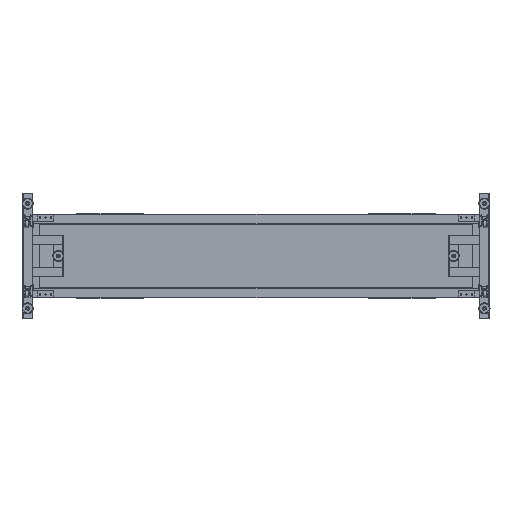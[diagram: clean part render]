
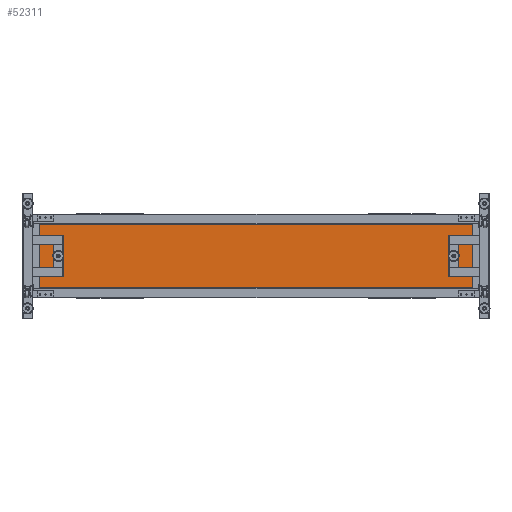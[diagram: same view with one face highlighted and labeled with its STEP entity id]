
A CAD part, front view. The second image highlights one B-rep face of the part: STEP entity #52311.
In plain terms, the highlighted planar face has unit normal (0, -1, 0).
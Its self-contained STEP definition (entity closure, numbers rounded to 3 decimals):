
#2364 = VECTOR ( 'NONE', #5119, 1000. ) ;
#4130 = CARTESIAN_POINT ( 'NONE',  ( 1880.318, 555.441, -228.49 ) ) ;
#5119 = DIRECTION ( 'NONE',  ( 0., 0., 1. ) ) ;
#8038 = LINE ( 'NONE', #35791, #36953 ) ;
#9986 = EDGE_LOOP ( 'NONE', ( #17693, #56692, #64233, #41364 ) ) ;
#10959 = VERTEX_POINT ( 'NONE', #4130 ) ;
#12293 = CARTESIAN_POINT ( 'NONE',  ( -1216.662, 555.441, 228.49 ) ) ;
#13058 = DIRECTION ( 'NONE',  ( 0., 1., 0. ) ) ;
#17565 = AXIS2_PLACEMENT_3D ( 'NONE', #69133, #13058, #37993 ) ;
#17693 = ORIENTED_EDGE ( 'NONE', *, *, #19706, .T. ) ;
#19245 = VECTOR ( 'NONE', #37650, 1000. ) ;
#19644 = CARTESIAN_POINT ( 'NONE',  ( -516.662, 555.441, -228.49 ) ) ;
#19706 = EDGE_CURVE ( 'NONE', #60006, #20192, #8038, .T. ) ;
#20192 = VERTEX_POINT ( 'NONE', #12293 ) ;
#25802 = LINE ( 'NONE', #19644, #19245 ) ;
#26622 = CARTESIAN_POINT ( 'NONE',  ( 1880.318, 555.441, 228.49 ) ) ;
#27123 = VECTOR ( 'NONE', #68221, 1000. ) ;
#30386 = EDGE_CURVE ( 'NONE', #10959, #60006, #55143, .T. ) ;
#30794 = EDGE_CURVE ( 'NONE', #60739, #20192, #67336, .T. ) ;
#35791 = CARTESIAN_POINT ( 'NONE',  ( 1880.318, 555.441, 228.49 ) ) ;
#36953 = VECTOR ( 'NONE', #53452, 1000. ) ;
#37650 = DIRECTION ( 'NONE',  ( 1., 0., 0. ) ) ;
#37993 = DIRECTION ( 'NONE',  ( 0., 0., 1. ) ) ;
#41132 = CARTESIAN_POINT ( 'NONE',  ( -1216.662, 555.441, -228.49 ) ) ;
#41364 = ORIENTED_EDGE ( 'NONE', *, *, #30386, .T. ) ;
#44147 = FACE_OUTER_BOUND ( 'NONE', #9986, .T. ) ;
#44438 = EDGE_CURVE ( 'NONE', #60739, #10959, #25802, .T. ) ;
#46433 = CARTESIAN_POINT ( 'NONE',  ( -1216.662, 555.441, -228.49 ) ) ;
#52311 = ADVANCED_FACE ( 'NONE', ( #44147 ), #69536, .F. ) ;
#53452 = DIRECTION ( 'NONE',  ( -1., 0., 0. ) ) ;
#55143 = LINE ( 'NONE', #79325, #27123 ) ;
#56692 = ORIENTED_EDGE ( 'NONE', *, *, #30794, .F. ) ;
#60006 = VERTEX_POINT ( 'NONE', #26622 ) ;
#60739 = VERTEX_POINT ( 'NONE', #46433 ) ;
#64233 = ORIENTED_EDGE ( 'NONE', *, *, #44438, .T. ) ;
#67336 = LINE ( 'NONE', #41132, #2364 ) ;
#68221 = DIRECTION ( 'NONE',  ( 0., 0., 1. ) ) ;
#69133 = CARTESIAN_POINT ( 'NONE',  ( 681.828, 555.441, 0. ) ) ;
#69536 = PLANE ( 'NONE',  #17565 ) ;
#79325 = CARTESIAN_POINT ( 'NONE',  ( 1880.318, 555.441, -228.49 ) ) ;
